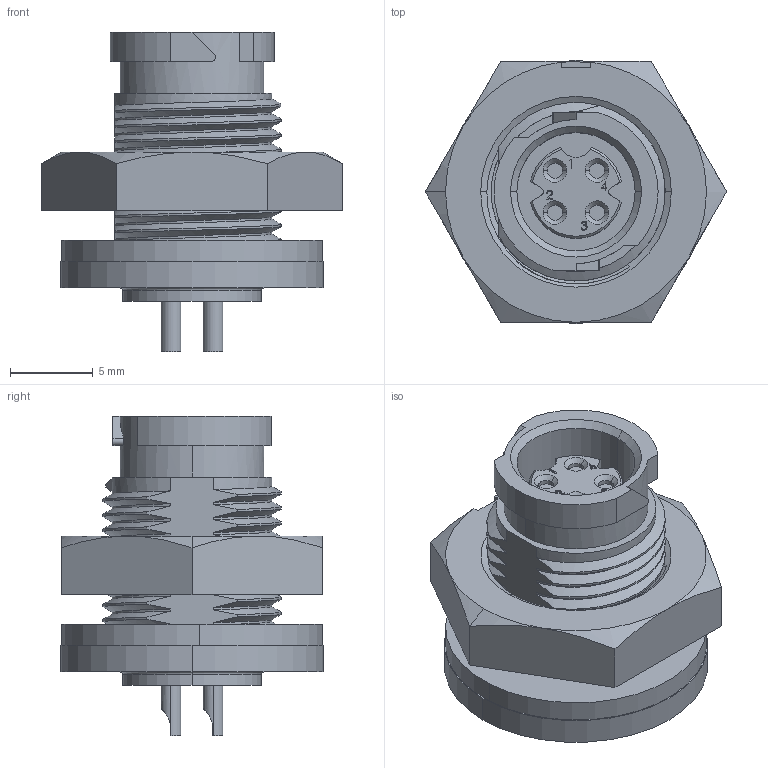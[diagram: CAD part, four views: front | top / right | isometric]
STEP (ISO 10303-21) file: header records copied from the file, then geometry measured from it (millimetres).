
FILE_DESCRIPTION (( 'STEP AP203' ), '1' );
FILE_NAME ('W17882-4SG-P-3ES.STEP', '2021-03-04T17:30:23', ( '' ), ( '' ), 'SwSTEP 2.0', 'SolidWorks 2020', '' );
FILE_SCHEMA (( 'CONFIG_CONTROL_DESIGN' ));
Length unit declared in the file: millimetre
Products named in the file (4): MC IC GASKET 16293.step; W17882-4SG-P-3ES; MC IC HEX NUT 16291V4.step; W17882-4SG-EPOXY.step
Assembly tree (3 placements, depth 2):
  W17882-4SG-P-3ES
    MC IC GASKET 16293.step
    MC IC HEX NUT 16291V4.step
    W17882-4SG-EPOXY.step
Bounding box: 18.18 x 15.88 x 19.3 mm (x, y, z)
Volume: 1809.4 mm3; surface area: 2407.9 mm2
Topology: 3 solids, 3 shells, 236 faces, 613 edges, 402 vertices
Faces by surface type: cylinder 83, plane 82, bspline 43, cone 24, torus 4
Entity records: 16228 total; most frequent: CARTESIAN_POINT 10504, ORIENTED_EDGE 1226, DIRECTION 952, EDGE_CURVE 613, VERTEX_POINT 402, AXIS2_PLACEMENT_3D 331, LINE 290, VECTOR 290
